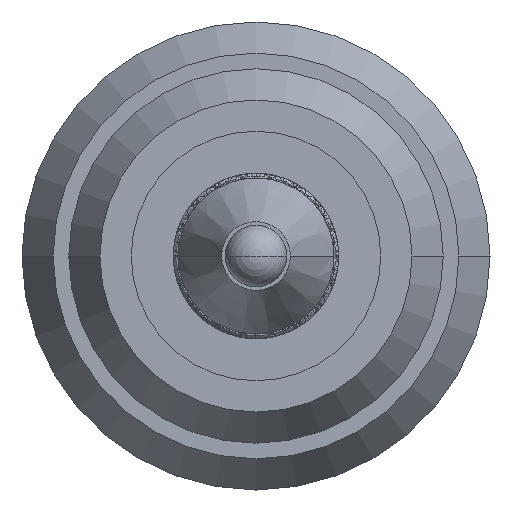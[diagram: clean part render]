
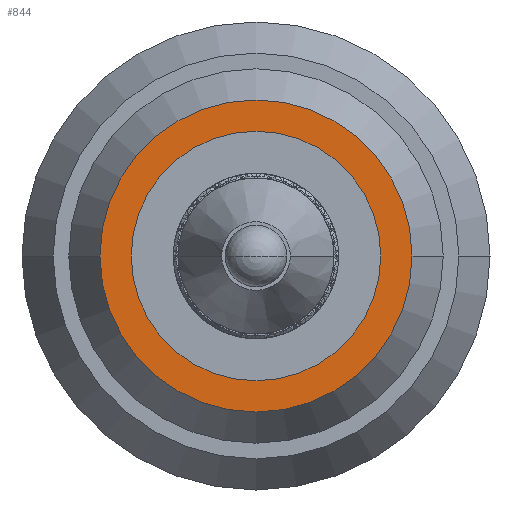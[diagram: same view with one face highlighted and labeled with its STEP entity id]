
A CAD part, left-side view. The second image highlights one B-rep face of the part: STEP entity #844.
In plain terms, the highlighted planar face has unit normal (-1, 0, 0).
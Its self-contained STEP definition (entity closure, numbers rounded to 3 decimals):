
#141=CARTESIAN_POINT('',(48.,-1.6,0.));
#142=DIRECTION('',(-1.,0.,0.));
#143=DIRECTION('',(0.,1.,0.));
#144=AXIS2_PLACEMENT_3D('',#141,#142,#143);
#150=CARTESIAN_POINT('',(48.,-1.6,0.));
#151=DIRECTION('',(1.,0.,0.));
#152=DIRECTION('',(0.,1.,0.));
#153=AXIS2_PLACEMENT_3D('',#150,#151,#152);
#159=CARTESIAN_POINT('',(48.,-1.6,0.));
#160=DIRECTION('',(-1.,0.,0.));
#161=DIRECTION('',(0.,1.,0.));
#162=AXIS2_PLACEMENT_3D('',#159,#160,#161);
#164=CARTESIAN_POINT('',(48.,-1.6,0.));
#165=DIRECTION('',(1.,0.,0.));
#166=DIRECTION('',(0.,1.,0.));
#167=AXIS2_PLACEMENT_3D('',#164,#165,#166);
#481=CARTESIAN_POINT('',(48.,3.4,0.));
#482=VERTEX_POINT('',#481);
#483=CARTESIAN_POINT('',(48.,2.3,0.));
#485=VERTEX_POINT('',#483);
#529=CARTESIAN_POINT('',(48.,-6.6,0.));
#530=VERTEX_POINT('',#529);
#531=CARTESIAN_POINT('',(48.,-5.5,0.));
#533=VERTEX_POINT('',#531);
#829=CARTESIAN_POINT('',(48.,-1.6,0.));
#830=DIRECTION('',(-1.,0.,0.));
#831=DIRECTION('',(0.,1.,0.));
#832=AXIS2_PLACEMENT_3D('',#829,#830,#831);
#833=PLANE('',#832);
#835=ORIENTED_EDGE('',*,*,#834,.F.);
#837=ORIENTED_EDGE('',*,*,#836,.T.);
#838=EDGE_LOOP('',(#835,#837));
#839=FACE_OUTER_BOUND('',#838,.F.);
#840=ORIENTED_EDGE('',*,*,#822,.F.);
#841=ORIENTED_EDGE('',*,*,#811,.T.);
#842=EDGE_LOOP('',(#840,#841));
#843=FACE_BOUND('',#842,.F.);
#844=ADVANCED_FACE('',(#839,#843),#833,.T.);
#145=CIRCLE('',#144,3.9);
#154=CIRCLE('',#153,3.9);
#163=CIRCLE('',#162,5.);
#168=CIRCLE('',#167,5.);
#811=EDGE_CURVE('',#485,#533,#145,.T.);
#822=EDGE_CURVE('',#485,#533,#154,.T.);
#834=EDGE_CURVE('',#482,#530,#163,.T.);
#836=EDGE_CURVE('',#482,#530,#168,.T.);
